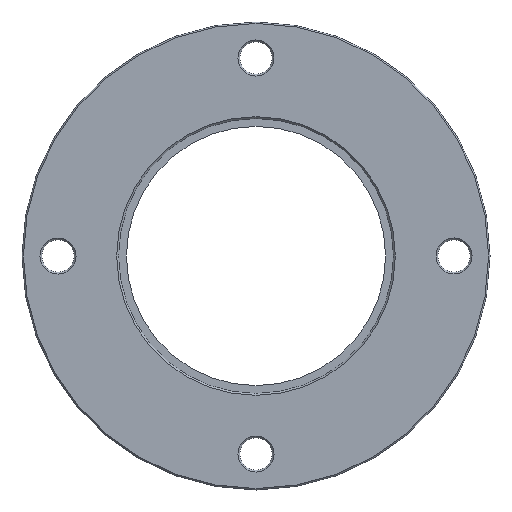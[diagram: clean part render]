
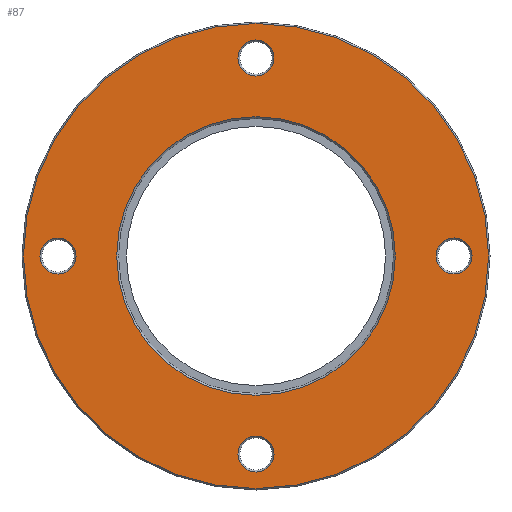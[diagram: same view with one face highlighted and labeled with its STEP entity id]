
A CAD part, front view. The second image highlights one B-rep face of the part: STEP entity #87.
In plain terms, the highlighted planar face has unit normal (0, -1, 0).
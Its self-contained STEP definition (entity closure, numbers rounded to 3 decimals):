
#6 = ORIENTED_EDGE ( 'NONE', *, *, #17, .T. ) ;
#7 = DIRECTION ( 'NONE',  ( 0., -1., 0. ) ) ;
#12 = CARTESIAN_POINT ( 'NONE',  ( 55., 0., 0. ) ) ;
#17 = EDGE_CURVE ( 'NONE', #774, #330, #1096, .T. ) ;
#18 = CARTESIAN_POINT ( 'NONE',  ( 0., 0., -60. ) ) ;
#19 = CARTESIAN_POINT ( 'NONE',  ( 0., 0., -50. ) ) ;
#29 = CARTESIAN_POINT ( 'NONE',  ( 0., 0., 55. ) ) ;
#37 = CARTESIAN_POINT ( 'NONE',  ( 55., 0., 5. ) ) ;
#49 = VERTEX_POINT ( 'NONE', #37 ) ;
#59 = VERTEX_POINT ( 'NONE', #127 ) ;
#73 = CARTESIAN_POINT ( 'NONE',  ( 0., 0., 64.6 ) ) ;
#87 = ADVANCED_FACE ( 'NONE', ( #885, #1013, #541, #395, #736, #963 ), #318, .F. ) ;
#90 = DIRECTION ( 'NONE',  ( 0., 1., 0. ) ) ;
#99 = CARTESIAN_POINT ( 'NONE',  ( 0., 0., 60. ) ) ;
#122 = DIRECTION ( 'NONE',  ( 0., 0., 1. ) ) ;
#127 = CARTESIAN_POINT ( 'NONE',  ( 55., 0., -5. ) ) ;
#138 = CIRCLE ( 'NONE', #345, 5. ) ;
#147 = DIRECTION ( 'NONE',  ( 0., 1., 0. ) ) ;
#161 = EDGE_CURVE ( 'NONE', #426, #651, #284, .T. ) ;
#171 = DIRECTION ( 'NONE',  ( 0., 0., 1. ) ) ;
#174 = DIRECTION ( 'NONE',  ( 0., 1., 0. ) ) ;
#183 = CARTESIAN_POINT ( 'NONE',  ( 0., 0., 50. ) ) ;
#227 = VERTEX_POINT ( 'NONE', #73 ) ;
#248 = DIRECTION ( 'NONE',  ( 0., 1., 0. ) ) ;
#253 = CIRCLE ( 'NONE', #709, 5. ) ;
#267 = ORIENTED_EDGE ( 'NONE', *, *, #322, .T. ) ;
#277 = EDGE_CURVE ( 'NONE', #1078, #470, #138, .T. ) ;
#284 = CIRCLE ( 'NONE', #532, 38.7 ) ;
#289 = AXIS2_PLACEMENT_3D ( 'NONE', #525, #294, #433 ) ;
#292 = DIRECTION ( 'NONE',  ( 0., 0., 1. ) ) ;
#294 = DIRECTION ( 'NONE',  ( 0., -1., 0. ) ) ;
#296 = DIRECTION ( 'NONE',  ( 0., 1., 0. ) ) ;
#312 = VERTEX_POINT ( 'NONE', #19 ) ;
#314 = EDGE_CURVE ( 'NONE', #49, #59, #713, .T. ) ;
#318 = PLANE ( 'NONE',  #539 ) ;
#322 = EDGE_CURVE ( 'NONE', #330, #774, #572, .T. ) ;
#330 = VERTEX_POINT ( 'NONE', #743 ) ;
#331 = CARTESIAN_POINT ( 'NONE',  ( 0., 0., 38.7 ) ) ;
#332 = CARTESIAN_POINT ( 'NONE',  ( 0., 0., 0. ) ) ;
#336 = EDGE_CURVE ( 'NONE', #59, #49, #338, .T. ) ;
#338 = CIRCLE ( 'NONE', #1038, 5. ) ;
#341 = CARTESIAN_POINT ( 'NONE',  ( 0., 0., -55. ) ) ;
#343 = EDGE_LOOP ( 'NONE', ( #863, #404 ) ) ;
#345 = AXIS2_PLACEMENT_3D ( 'NONE', #518, #1138, #609 ) ;
#375 = DIRECTION ( 'NONE',  ( 0., 1., 0. ) ) ;
#395 = FACE_BOUND ( 'NONE', #844, .T. ) ;
#401 = CIRCLE ( 'NONE', #289, 64.6 ) ;
#404 = ORIENTED_EDGE ( 'NONE', *, *, #560, .T. ) ;
#406 = EDGE_LOOP ( 'NONE', ( #727, #1029 ) ) ;
#411 = CARTESIAN_POINT ( 'NONE',  ( 0., 0., 0. ) ) ;
#423 = DIRECTION ( 'NONE',  ( 0., 0., 1. ) ) ;
#426 = VERTEX_POINT ( 'NONE', #645 ) ;
#433 = DIRECTION ( 'NONE',  ( 0., 0., 1. ) ) ;
#464 = ORIENTED_EDGE ( 'NONE', *, *, #596, .T. ) ;
#468 = AXIS2_PLACEMENT_3D ( 'NONE', #29, #674, #918 ) ;
#470 = VERTEX_POINT ( 'NONE', #99 ) ;
#488 = DIRECTION ( 'NONE',  ( 0., 0., 1. ) ) ;
#518 = CARTESIAN_POINT ( 'NONE',  ( 0., 0., 55. ) ) ;
#525 = CARTESIAN_POINT ( 'NONE',  ( 0., 0., 0. ) ) ;
#526 = EDGE_CURVE ( 'NONE', #312, #1004, #631, .T. ) ;
#532 = AXIS2_PLACEMENT_3D ( 'NONE', #332, #945, #423 ) ;
#539 = AXIS2_PLACEMENT_3D ( 'NONE', #411, #147, #753 ) ;
#541 = FACE_BOUND ( 'NONE', #779, .T. ) ;
#548 = CARTESIAN_POINT ( 'NONE',  ( 0., 0., 0. ) ) ;
#560 = EDGE_CURVE ( 'NONE', #1068, #227, #401, .T. ) ;
#572 = CIRCLE ( 'NONE', #986, 5. ) ;
#575 = CARTESIAN_POINT ( 'NONE',  ( -55., 0., 5. ) ) ;
#583 = EDGE_CURVE ( 'NONE', #651, #426, #924, .T. ) ;
#596 = EDGE_CURVE ( 'NONE', #470, #1078, #634, .T. ) ;
#609 = DIRECTION ( 'NONE',  ( 0., 0., 1. ) ) ;
#630 = EDGE_CURVE ( 'NONE', #1004, #312, #253, .T. ) ;
#631 = CIRCLE ( 'NONE', #772, 5. ) ;
#634 = CIRCLE ( 'NONE', #468, 5. ) ;
#638 = CARTESIAN_POINT ( 'NONE',  ( -55., 0., 0. ) ) ;
#644 = DIRECTION ( 'NONE',  ( 0., 0., 1. ) ) ;
#645 = CARTESIAN_POINT ( 'NONE',  ( 0., 0., -38.7 ) ) ;
#648 = ORIENTED_EDGE ( 'NONE', *, *, #314, .T. ) ;
#651 = VERTEX_POINT ( 'NONE', #331 ) ;
#674 = DIRECTION ( 'NONE',  ( 0., 1., 0. ) ) ;
#681 = ORIENTED_EDGE ( 'NONE', *, *, #526, .T. ) ;
#699 = CARTESIAN_POINT ( 'NONE',  ( 0., 0., -64.6 ) ) ;
#709 = AXIS2_PLACEMENT_3D ( 'NONE', #830, #851, #1000 ) ;
#713 = CIRCLE ( 'NONE', #999, 5. ) ;
#714 = AXIS2_PLACEMENT_3D ( 'NONE', #1099, #296, #122 ) ;
#727 = ORIENTED_EDGE ( 'NONE', *, *, #161, .T. ) ;
#730 = CIRCLE ( 'NONE', #780, 64.6 ) ;
#731 = EDGE_LOOP ( 'NONE', ( #858, #681 ) ) ;
#736 = FACE_BOUND ( 'NONE', #1035, .T. ) ;
#743 = CARTESIAN_POINT ( 'NONE',  ( -55., 0., -5. ) ) ;
#753 = DIRECTION ( 'NONE',  ( 0., 0., 1. ) ) ;
#765 = CARTESIAN_POINT ( 'NONE',  ( 55., 0., 0. ) ) ;
#772 = AXIS2_PLACEMENT_3D ( 'NONE', #341, #174, #644 ) ;
#774 = VERTEX_POINT ( 'NONE', #575 ) ;
#779 = EDGE_LOOP ( 'NONE', ( #267, #6 ) ) ;
#780 = AXIS2_PLACEMENT_3D ( 'NONE', #548, #7, #171 ) ;
#807 = DIRECTION ( 'NONE',  ( 0., 0., 1. ) ) ;
#830 = CARTESIAN_POINT ( 'NONE',  ( 0., 0., -55. ) ) ;
#844 = EDGE_LOOP ( 'NONE', ( #972, #464 ) ) ;
#851 = DIRECTION ( 'NONE',  ( 0., 1., 0. ) ) ;
#858 = ORIENTED_EDGE ( 'NONE', *, *, #630, .T. ) ;
#863 = ORIENTED_EDGE ( 'NONE', *, *, #991, .T. ) ;
#885 = FACE_BOUND ( 'NONE', #406, .T. ) ;
#918 = DIRECTION ( 'NONE',  ( 0., 0., 1. ) ) ;
#924 = CIRCLE ( 'NONE', #1100, 38.7 ) ;
#944 = CARTESIAN_POINT ( 'NONE',  ( 0., 0., 0. ) ) ;
#945 = DIRECTION ( 'NONE',  ( 0., 1., 0. ) ) ;
#963 = FACE_BOUND ( 'NONE', #731, .T. ) ;
#972 = ORIENTED_EDGE ( 'NONE', *, *, #277, .T. ) ;
#986 = AXIS2_PLACEMENT_3D ( 'NONE', #638, #1093, #488 ) ;
#991 = EDGE_CURVE ( 'NONE', #227, #1068, #730, .T. ) ;
#999 = AXIS2_PLACEMENT_3D ( 'NONE', #12, #90, #1104 ) ;
#1000 = DIRECTION ( 'NONE',  ( 0., 0., 1. ) ) ;
#1004 = VERTEX_POINT ( 'NONE', #18 ) ;
#1013 = FACE_OUTER_BOUND ( 'NONE', #343, .T. ) ;
#1029 = ORIENTED_EDGE ( 'NONE', *, *, #583, .T. ) ;
#1035 = EDGE_LOOP ( 'NONE', ( #1121, #648 ) ) ;
#1038 = AXIS2_PLACEMENT_3D ( 'NONE', #765, #375, #292 ) ;
#1068 = VERTEX_POINT ( 'NONE', #699 ) ;
#1078 = VERTEX_POINT ( 'NONE', #183 ) ;
#1093 = DIRECTION ( 'NONE',  ( 0., 1., 0. ) ) ;
#1096 = CIRCLE ( 'NONE', #714, 5. ) ;
#1099 = CARTESIAN_POINT ( 'NONE',  ( -55., 0., 0. ) ) ;
#1100 = AXIS2_PLACEMENT_3D ( 'NONE', #944, #248, #807 ) ;
#1104 = DIRECTION ( 'NONE',  ( 0., 0., 1. ) ) ;
#1121 = ORIENTED_EDGE ( 'NONE', *, *, #336, .T. ) ;
#1138 = DIRECTION ( 'NONE',  ( 0., 1., 0. ) ) ;
